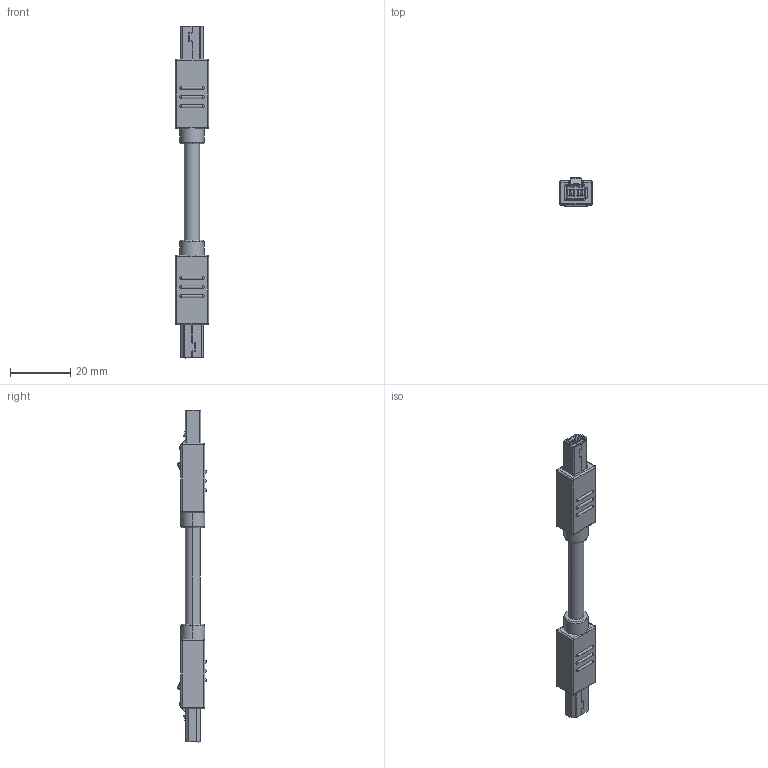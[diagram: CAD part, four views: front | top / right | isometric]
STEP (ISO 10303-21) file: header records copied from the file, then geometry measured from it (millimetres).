
FILE_DESCRIPTION((''),'2;1');
FILE_NAME('FMINI-PNDSTXXX-000','2024-12-06T',('gongcheng16'),(''),'PRO/ENGINEER BY PARAMETRIC TECHNOLOGY CORPORATION, 2010280','PRO/ENGINEER BY PARAMETRIC TECHNOLOGY CORPORATION, 2010280','');
FILE_SCHEMA(('CONFIG_CONTROL_DESIGN'));
Products named in the file (1): FMINI-PNDSTXXX-000
Bounding box: 11 x 9.62 x 110.1 mm (x, y, z)
Volume: 4516.1 mm3; surface area: 9256.2 mm2
Topology: 1 solids, 3 shells, 4546 faces, 13310 edges, 8602 vertices
Faces by surface type: plane 3024, cylinder 1138, torus 152, bspline 140, sphere 72, cone 20
Entity records: 165729 total; most frequent: CARTESIAN_POINT 45361, ORIENTED_EDGE 26484, DIRECTION 23580, EDGE_CURVE 13246, VECTOR 10034, LINE 10034, VERTEX_POINT 8602, AXIS2_PLACEMENT_3D 6773
